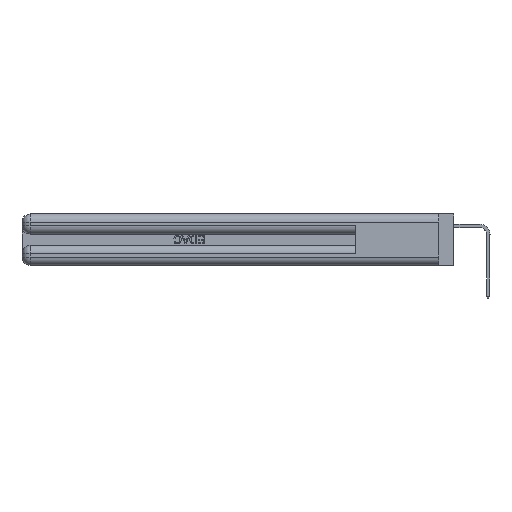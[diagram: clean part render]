
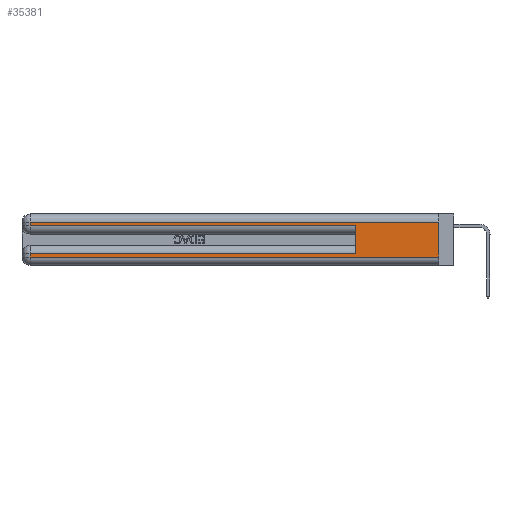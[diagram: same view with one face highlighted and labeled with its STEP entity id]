
A CAD part, left-side view. The second image highlights one B-rep face of the part: STEP entity #35381.
In plain terms, the highlighted planar face has unit normal (-1, 0, 0).
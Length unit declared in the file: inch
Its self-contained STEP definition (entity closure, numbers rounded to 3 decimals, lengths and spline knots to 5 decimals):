
#109 = ORIENTED_EDGE ( 'NONE', *, *, #2476, .T. ) ;
#776 = DIRECTION ( 'NONE',  ( 0., 0., -1. ) ) ;
#1873 = LINE ( 'NONE', #49517, #11725 ) ;
#2468 = DIRECTION ( 'NONE',  ( 0., 0., -1. ) ) ;
#2476 = EDGE_CURVE ( 'NONE', #20826, #22576, #34040, .T. ) ;
#2798 = VERTEX_POINT ( 'NONE', #32442 ) ;
#3037 = LINE ( 'NONE', #17690, #24004 ) ;
#3201 = EDGE_CURVE ( 'NONE', #2798, #13501, #9726, .T. ) ;
#4148 = CARTESIAN_POINT ( 'NONE',  ( 0., 0.6, 0.085 ) ) ;
#4879 = VECTOR ( 'NONE', #776, 39.37008 ) ;
#7756 = VERTEX_POINT ( 'NONE', #52280 ) ;
#7841 = DIRECTION ( 'NONE',  ( 0., 0., -1. ) ) ;
#9160 = EDGE_CURVE ( 'NONE', #22576, #44664, #3037, .T. ) ;
#9644 = CARTESIAN_POINT ( 'NONE',  ( 0., 0., 0.06 ) ) ;
#9726 = LINE ( 'NONE', #17954, #41769 ) ;
#10970 = VERTEX_POINT ( 'NONE', #9644 ) ;
#11335 = EDGE_CURVE ( 'NONE', #7756, #10970, #16046, .T. ) ;
#11598 = ORIENTED_EDGE ( 'NONE', *, *, #19685, .T. ) ;
#11725 = VECTOR ( 'NONE', #32846, 39.37008 ) ;
#13125 = AXIS2_PLACEMENT_3D ( 'NONE', #52685, #27594, #2468 ) ;
#13501 = VERTEX_POINT ( 'NONE', #23087 ) ;
#13556 = EDGE_LOOP ( 'NONE', ( #49596, #22406, #18432, #26842, #40097, #109, #21639, #11598 ) ) ;
#14108 = LINE ( 'NONE', #53812, #22585 ) ;
#16046 = LINE ( 'NONE', #17668, #4879 ) ;
#16692 = CARTESIAN_POINT ( 'NONE',  ( 0., 0., 0.31 ) ) ;
#17081 = DIRECTION ( 'NONE',  ( 0., 1., 0. ) ) ;
#17665 = CARTESIAN_POINT ( 'NONE',  ( 0., 2.94, 0.085 ) ) ;
#17668 = CARTESIAN_POINT ( 'NONE',  ( 0., 0., 0.37 ) ) ;
#17690 = CARTESIAN_POINT ( 'NONE',  ( 0., 2.94, 0.37 ) ) ;
#17954 = CARTESIAN_POINT ( 'NONE',  ( 0., 0., 0.285 ) ) ;
#18432 = ORIENTED_EDGE ( 'NONE', *, *, #33076, .T. ) ;
#19181 = PLANE ( 'NONE',  #13125 ) ;
#19685 = EDGE_CURVE ( 'NONE', #44664, #10970, #1873, .T. ) ;
#20054 = LINE ( 'NONE', #24881, #40984 ) ;
#20826 = VERTEX_POINT ( 'NONE', #4148 ) ;
#21639 = ORIENTED_EDGE ( 'NONE', *, *, #9160, .T. ) ;
#21738 = VECTOR ( 'NONE', #17081, 39.37008 ) ;
#22406 = ORIENTED_EDGE ( 'NONE', *, *, #48870, .T. ) ;
#22576 = VERTEX_POINT ( 'NONE', #17665 ) ;
#22585 = VECTOR ( 'NONE', #7841, 39.37008 ) ;
#23087 = CARTESIAN_POINT ( 'NONE',  ( 0., 0.6, 0.285 ) ) ;
#24004 = VECTOR ( 'NONE', #30308, 39.37008 ) ;
#24188 = VECTOR ( 'NONE', #45994, 39.37008 ) ;
#24881 = CARTESIAN_POINT ( 'NONE',  ( 0., 0.6, 0.145 ) ) ;
#24914 = EDGE_CURVE ( 'NONE', #20826, #13501, #20054, .T. ) ;
#26677 = CARTESIAN_POINT ( 'NONE',  ( 0., 2.94, 0.06 ) ) ;
#26842 = ORIENTED_EDGE ( 'NONE', *, *, #3201, .T. ) ;
#27594 = DIRECTION ( 'NONE',  ( 1., 0., 0. ) ) ;
#30308 = DIRECTION ( 'NONE',  ( 0., 0., -1. ) ) ;
#31591 = FACE_OUTER_BOUND ( 'NONE', #13556, .T. ) ;
#32442 = CARTESIAN_POINT ( 'NONE',  ( 0., 2.94, 0.285 ) ) ;
#32846 = DIRECTION ( 'NONE',  ( 0., -1., 0. ) ) ;
#32904 = LINE ( 'NONE', #16692, #21738 ) ;
#33076 = EDGE_CURVE ( 'NONE', #37268, #2798, #14108, .T. ) ;
#33735 = CARTESIAN_POINT ( 'NONE',  ( 0., 2.94, 0.31 ) ) ;
#34040 = LINE ( 'NONE', #42112, #24188 ) ;
#35381 = ADVANCED_FACE ( 'NONE', ( #31591 ), #19181, .F. ) ;
#37268 = VERTEX_POINT ( 'NONE', #33735 ) ;
#40097 = ORIENTED_EDGE ( 'NONE', *, *, #24914, .F. ) ;
#40984 = VECTOR ( 'NONE', #54230, 39.37008 ) ;
#41769 = VECTOR ( 'NONE', #42986, 39.37008 ) ;
#42112 = CARTESIAN_POINT ( 'NONE',  ( 0., 0., 0.085 ) ) ;
#42986 = DIRECTION ( 'NONE',  ( 0., -1., 0. ) ) ;
#44664 = VERTEX_POINT ( 'NONE', #26677 ) ;
#45994 = DIRECTION ( 'NONE',  ( 0., 1., 0. ) ) ;
#48870 = EDGE_CURVE ( 'NONE', #7756, #37268, #32904, .T. ) ;
#49517 = CARTESIAN_POINT ( 'NONE',  ( 0., 0., 0.06 ) ) ;
#49596 = ORIENTED_EDGE ( 'NONE', *, *, #11335, .F. ) ;
#52280 = CARTESIAN_POINT ( 'NONE',  ( 0., 0., 0.31 ) ) ;
#52685 = CARTESIAN_POINT ( 'NONE',  ( 0., 0., 0.37 ) ) ;
#53812 = CARTESIAN_POINT ( 'NONE',  ( 0., 2.94, 0.37 ) ) ;
#54230 = DIRECTION ( 'NONE',  ( 0., 0., 1. ) ) ;
